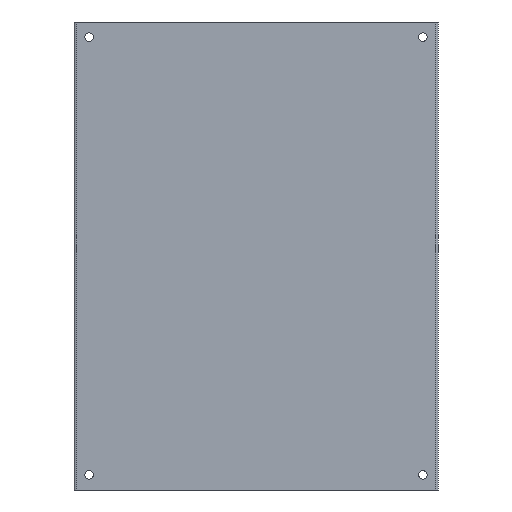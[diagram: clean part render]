
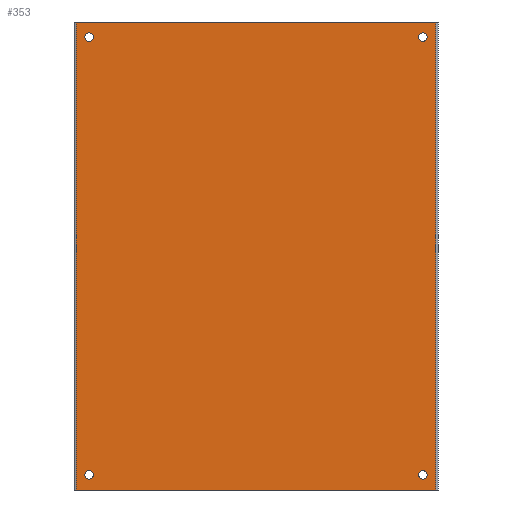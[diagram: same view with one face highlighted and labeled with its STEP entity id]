
A CAD part, front view. The second image highlights one B-rep face of the part: STEP entity #353.
In plain terms, the highlighted planar face has unit normal (0, -1, 0).
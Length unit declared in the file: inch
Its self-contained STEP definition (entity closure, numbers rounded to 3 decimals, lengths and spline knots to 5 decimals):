
#15 = VECTOR ( 'NONE', #594, 39.37008 ) ;
#21 = EDGE_CURVE ( 'NONE', #193, #193, #283, .T. ) ;
#36 = ORIENTED_EDGE ( 'NONE', *, *, #204, .T. ) ;
#41 = CARTESIAN_POINT ( 'NONE',  ( -10.5, 0., -13.5 ) ) ;
#80 = DIRECTION ( 'NONE',  ( 0., 0., 1. ) ) ;
#86 = CARTESIAN_POINT ( 'NONE',  ( 10.375, 0., -13.5 ) ) ;
#100 = CARTESIAN_POINT ( 'NONE',  ( -10.375, 0., -13.5 ) ) ;
#118 = VERTEX_POINT ( 'NONE', #731 ) ;
#125 = FACE_BOUND ( 'NONE', #818, .T. ) ;
#133 = CARTESIAN_POINT ( 'NONE',  ( 9.625, 0., 12.625 ) ) ;
#160 = EDGE_CURVE ( 'NONE', #181, #181, #403, .T. ) ;
#181 = VERTEX_POINT ( 'NONE', #841 ) ;
#184 = LINE ( 'NONE', #86, #398 ) ;
#186 = CARTESIAN_POINT ( 'NONE',  ( 9.625, 0., 12.375 ) ) ;
#193 = VERTEX_POINT ( 'NONE', #457 ) ;
#194 = CIRCLE ( 'NONE', #938, 0.25 ) ;
#198 = FACE_BOUND ( 'NONE', #738, .T. ) ;
#201 = DIRECTION ( 'NONE',  ( 0., 1., 0. ) ) ;
#204 = EDGE_CURVE ( 'NONE', #611, #118, #585, .T. ) ;
#207 = ORIENTED_EDGE ( 'NONE', *, *, #21, .T. ) ;
#208 = ORIENTED_EDGE ( 'NONE', *, *, #582, .T. ) ;
#243 = DIRECTION ( 'NONE',  ( 0., 0., -1. ) ) ;
#250 = AXIS2_PLACEMENT_3D ( 'NONE', #721, #798, #281 ) ;
#257 = EDGE_LOOP ( 'NONE', ( #208 ) ) ;
#260 = ORIENTED_EDGE ( 'NONE', *, *, #160, .T. ) ;
#279 = CARTESIAN_POINT ( 'NONE',  ( 10.375, 0., -13.5 ) ) ;
#281 = DIRECTION ( 'NONE',  ( 0., 0., -1. ) ) ;
#283 = CIRCLE ( 'NONE', #250, 0.25 ) ;
#311 = FACE_BOUND ( 'NONE', #541, .T. ) ;
#326 = ORIENTED_EDGE ( 'NONE', *, *, #887, .T. ) ;
#346 = DIRECTION ( 'NONE',  ( 0., 0., -1. ) ) ;
#351 = VECTOR ( 'NONE', #937, 39.37008 ) ;
#353 = ADVANCED_FACE ( 'NONE', ( #700, #909, #198, #311, #125 ), #463, .T. ) ;
#356 = VERTEX_POINT ( 'NONE', #100 ) ;
#360 = CIRCLE ( 'NONE', #872, 0.25 ) ;
#372 = DIRECTION ( 'NONE',  ( 0., 0., -1. ) ) ;
#385 = VERTEX_POINT ( 'NONE', #922 ) ;
#398 = VECTOR ( 'NONE', #80, 39.37008 ) ;
#403 = CIRCLE ( 'NONE', #702, 0.25 ) ;
#431 = CARTESIAN_POINT ( 'NONE',  ( 10.375, 0., 13.5 ) ) ;
#444 = CARTESIAN_POINT ( 'NONE',  ( -10.5, 0., 13.5 ) ) ;
#457 = CARTESIAN_POINT ( 'NONE',  ( -9.625, 0., -12.875 ) ) ;
#463 = PLANE ( 'NONE',  #591 ) ;
#520 = CARTESIAN_POINT ( 'NONE',  ( -9.625, 0., 12.625 ) ) ;
#524 = VERTEX_POINT ( 'NONE', #186 ) ;
#536 = EDGE_CURVE ( 'NONE', #118, #356, #653, .T. ) ;
#539 = CARTESIAN_POINT ( 'NONE',  ( 9.625, 0., -12.625 ) ) ;
#541 = EDGE_LOOP ( 'NONE', ( #207 ) ) ;
#542 = DIRECTION ( 'NONE',  ( 0., 1., 0. ) ) ;
#568 = LINE ( 'NONE', #590, #579 ) ;
#574 = VERTEX_POINT ( 'NONE', #279 ) ;
#579 = VECTOR ( 'NONE', #883, 39.37008 ) ;
#582 = EDGE_CURVE ( 'NONE', #524, #524, #194, .T. ) ;
#585 = LINE ( 'NONE', #444, #15 ) ;
#590 = CARTESIAN_POINT ( 'NONE',  ( -10.5, 0., -13.5 ) ) ;
#591 = AXIS2_PLACEMENT_3D ( 'NONE', #41, #616, #780 ) ;
#594 = DIRECTION ( 'NONE',  ( -1., 0., 0. ) ) ;
#611 = VERTEX_POINT ( 'NONE', #431 ) ;
#616 = DIRECTION ( 'NONE',  ( 0., -1., 0. ) ) ;
#625 = EDGE_CURVE ( 'NONE', #356, #574, #568, .T. ) ;
#653 = LINE ( 'NONE', #789, #351 ) ;
#700 = FACE_OUTER_BOUND ( 'NONE', #782, .T. ) ;
#702 = AXIS2_PLACEMENT_3D ( 'NONE', #520, #811, #372 ) ;
#716 = ORIENTED_EDGE ( 'NONE', *, *, #536, .T. ) ;
#721 = CARTESIAN_POINT ( 'NONE',  ( -9.625, 0., -12.625 ) ) ;
#731 = CARTESIAN_POINT ( 'NONE',  ( -10.375, 0., 13.5 ) ) ;
#732 = EDGE_CURVE ( 'NONE', #574, #611, #184, .T. ) ;
#738 = EDGE_LOOP ( 'NONE', ( #326 ) ) ;
#780 = DIRECTION ( 'NONE',  ( 0., 0., -1. ) ) ;
#782 = EDGE_LOOP ( 'NONE', ( #898, #888, #36, #716 ) ) ;
#789 = CARTESIAN_POINT ( 'NONE',  ( -10.375, 0., -13.5 ) ) ;
#798 = DIRECTION ( 'NONE',  ( 0., 1., 0. ) ) ;
#811 = DIRECTION ( 'NONE',  ( 0., 1., 0. ) ) ;
#818 = EDGE_LOOP ( 'NONE', ( #260 ) ) ;
#841 = CARTESIAN_POINT ( 'NONE',  ( -9.625, 0., 12.375 ) ) ;
#872 = AXIS2_PLACEMENT_3D ( 'NONE', #539, #542, #243 ) ;
#883 = DIRECTION ( 'NONE',  ( 1., 0., 0. ) ) ;
#887 = EDGE_CURVE ( 'NONE', #385, #385, #360, .T. ) ;
#888 = ORIENTED_EDGE ( 'NONE', *, *, #732, .T. ) ;
#898 = ORIENTED_EDGE ( 'NONE', *, *, #625, .T. ) ;
#909 = FACE_BOUND ( 'NONE', #257, .T. ) ;
#922 = CARTESIAN_POINT ( 'NONE',  ( 9.625, 0., -12.875 ) ) ;
#937 = DIRECTION ( 'NONE',  ( 0., 0., -1. ) ) ;
#938 = AXIS2_PLACEMENT_3D ( 'NONE', #133, #201, #346 ) ;
